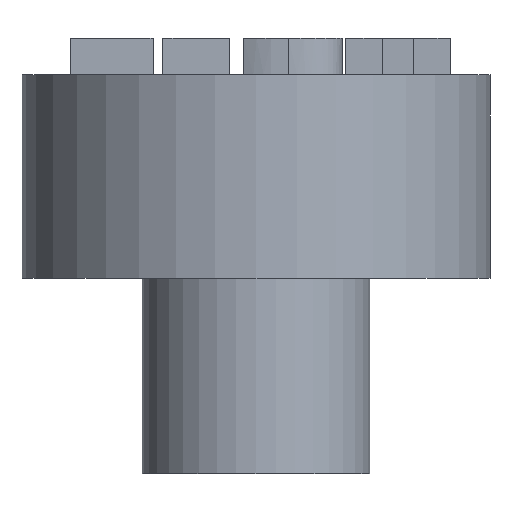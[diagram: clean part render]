
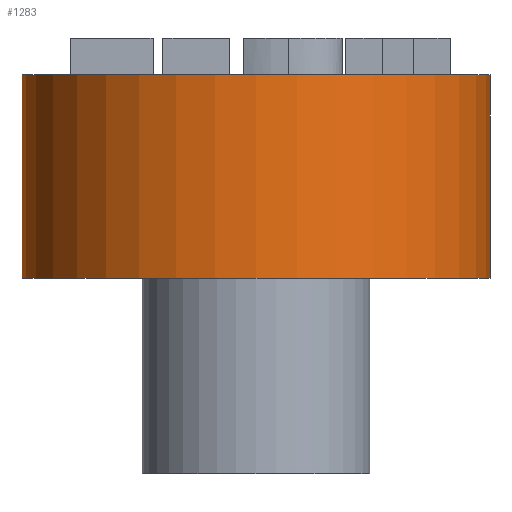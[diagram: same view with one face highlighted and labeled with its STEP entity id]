
A CAD part, front view. The second image highlights one B-rep face of the part: STEP entity #1283.
In plain terms, the highlighted cylindrical face has radius 5.75 mm (diameter 11.5 mm), a full revolution.
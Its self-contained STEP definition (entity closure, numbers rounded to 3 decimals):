
#26=CIRCLE('',#1357,5.75);
#27=CIRCLE('',#1359,5.75);
#29=CYLINDRICAL_SURFACE('',#1358,5.75);
#143=FACE_OUTER_BOUND('',#213,.T.);
#213=EDGE_LOOP('',(#1105,#1106,#1107,#1108));
#363=LINE('',#2194,#507);
#507=VECTOR('',#1615,5.75);
#626=VERTEX_POINT('',#2189);
#627=VERTEX_POINT('',#2192);
#805=EDGE_CURVE('',#626,#626,#26,.T.);
#806=EDGE_CURVE('',#627,#627,#27,.T.);
#807=EDGE_CURVE('',#627,#626,#363,.T.);
#1105=ORIENTED_EDGE('',*,*,#806,.F.);
#1106=ORIENTED_EDGE('',*,*,#807,.T.);
#1107=ORIENTED_EDGE('',*,*,#805,.T.);
#1108=ORIENTED_EDGE('',*,*,#807,.F.);
#1283=ADVANCED_FACE('',(#143),#29,.T.);
#1357=AXIS2_PLACEMENT_3D('',#2190,#1609,#1610);
#1358=AXIS2_PLACEMENT_3D('',#2191,#1611,#1612);
#1359=AXIS2_PLACEMENT_3D('',#2193,#1613,#1614);
#1609=DIRECTION('center_axis',(0.,0.,1.));
#1610=DIRECTION('ref_axis',(1.,0.,0.));
#1611=DIRECTION('center_axis',(0.,0.,1.));
#1612=DIRECTION('ref_axis',(1.,0.,0.));
#1613=DIRECTION('center_axis',(0.,0.,1.));
#1614=DIRECTION('ref_axis',(1.,0.,0.));
#1615=DIRECTION('',(0.,0.,-1.));
#2189=CARTESIAN_POINT('',(-5.75,0.,0.));
#2190=CARTESIAN_POINT('Origin',(0.,0.,0.));
#2191=CARTESIAN_POINT('Origin',(0.,0.,0.));
#2192=CARTESIAN_POINT('',(-5.75,0.,5.));
#2193=CARTESIAN_POINT('Origin',(0.,0.,5.));
#2194=CARTESIAN_POINT('',(-5.75,0.,0.));
